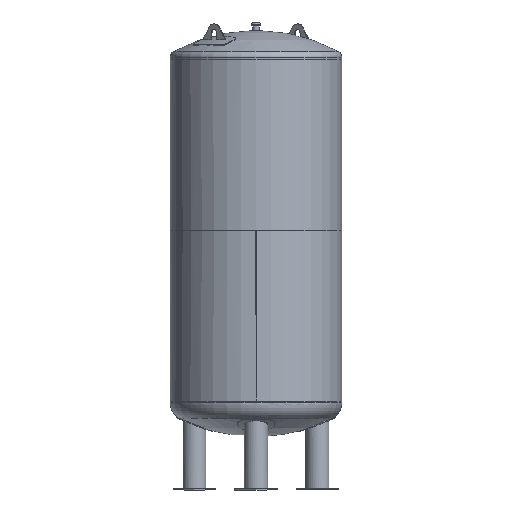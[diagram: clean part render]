
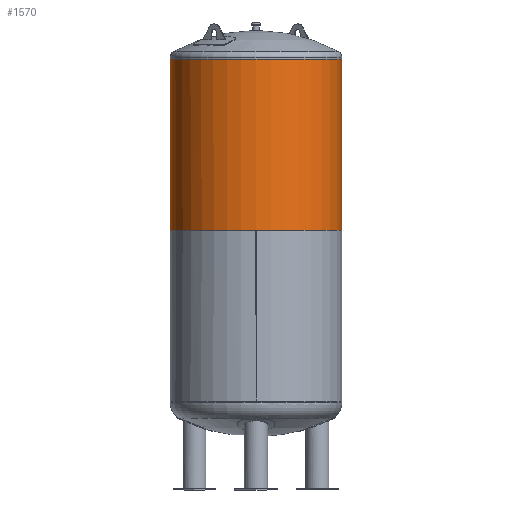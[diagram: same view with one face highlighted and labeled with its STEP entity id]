
A CAD part, front view. The second image highlights one B-rep face of the part: STEP entity #1570.
In plain terms, the highlighted cylindrical face has radius 800 mm (diameter 1600 mm), a full revolution.
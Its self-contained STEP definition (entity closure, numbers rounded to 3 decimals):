
#1073=CARTESIAN_POINT('',(-599.272,529.975,1805.));
#1074=VERTEX_POINT('',#1073);
#1075=CARTESIAN_POINT('',(-635.038,486.546,1749.));
#1076=VERTEX_POINT('',#1075);
#1077=CARTESIAN_POINT('',(-599.272,529.975,1805.));
#1078=CARTESIAN_POINT('',(-601.608,527.334,1805.));
#1079=CARTESIAN_POINT('',(-604.005,524.586,1804.663));
#1080=CARTESIAN_POINT('',(-608.737,519.088,1803.244));
#1081=CARTESIAN_POINT('',(-611.072,516.336,1802.163));
#1082=CARTESIAN_POINT('',(-615.518,511.028,1799.306));
#1083=CARTESIAN_POINT('',(-617.632,508.468,1797.527));
#1084=CARTESIAN_POINT('',(-621.52,503.709,1793.416));
#1085=CARTESIAN_POINT('',(-623.292,501.511,1791.084));
#1086=CARTESIAN_POINT('',(-626.413,497.607,1786.116));
#1087=CARTESIAN_POINT('',(-627.869,495.766,1783.311));
#1088=CARTESIAN_POINT('',(-630.427,492.511,1777.2));
#1089=CARTESIAN_POINT('',(-631.528,491.095,1773.895));
#1090=CARTESIAN_POINT('',(-633.293,488.816,1766.997));
#1091=CARTESIAN_POINT('',(-633.959,487.952,1763.399));
#1092=CARTESIAN_POINT('',(-634.831,486.816,1756.161));
#1093=CARTESIAN_POINT('',(-635.038,486.546,1752.521));
#1094=CARTESIAN_POINT('',(-635.038,486.546,1749.));
#1095=B_SPLINE_CURVE_WITH_KNOTS('',3,(#1077,#1078,#1079,#1080,#1081,#1082,#1083,#1084,#1085,#1086,#1087,#1088,#1089,#1090,#1091,#1092,#1093,#1094),.UNSPECIFIED.,.F.,.U.,(4,2,2,2,2,2,2,2,4),(-8.457,-7.399,-6.341,-5.283,-4.225,-3.169,-2.113,-1.056,0.0),.UNSPECIFIED.);
#1096=EDGE_CURVE('',#1074,#1076,#1095,.T.);
#1143=CARTESIAN_POINT('',(-529.975,599.272,1805.));
#1144=VERTEX_POINT('',#1143);
#1145=CARTESIAN_POINT('',(0.,0.,1805.));
#1146=DIRECTION('',(0.,0.,1.0));
#1147=DIRECTION('',(1.,0.,0.));
#1148=AXIS2_PLACEMENT_3D('',#1145,#1146,#1147);
#1149=CIRCLE('',#1148,800.0);
#1150=EDGE_CURVE('',#1144,#1074,#1149,.T.);
#1176=CARTESIAN_POINT('',(-635.038,486.546,1595.0));
#1177=VERTEX_POINT('',#1176);
#1186=CARTESIAN_POINT('',(-635.038,486.546,1749.));
#1187=DIRECTION('',(0.0,0.0,-1.0));
#1188=VECTOR('',#1187,154.);
#1189=LINE('',#1186,#1188);
#1190=EDGE_CURVE('',#1076,#1177,#1189,.T.);
#1215=CARTESIAN_POINT('',(-486.546,635.038,1749.));
#1216=VERTEX_POINT('',#1215);
#1217=CARTESIAN_POINT('',(-486.546,635.038,1749.0));
#1218=CARTESIAN_POINT('',(-486.546,635.038,1752.521));
#1219=CARTESIAN_POINT('',(-486.816,634.831,1756.161));
#1220=CARTESIAN_POINT('',(-487.952,633.959,1763.399));
#1221=CARTESIAN_POINT('',(-488.816,633.293,1766.997));
#1222=CARTESIAN_POINT('',(-491.095,631.528,1773.895));
#1223=CARTESIAN_POINT('',(-492.511,630.427,1777.2));
#1224=CARTESIAN_POINT('',(-495.766,627.869,1783.311));
#1225=CARTESIAN_POINT('',(-497.607,626.413,1786.116));
#1226=CARTESIAN_POINT('',(-501.511,623.292,1791.084));
#1227=CARTESIAN_POINT('',(-503.709,621.52,1793.416));
#1228=CARTESIAN_POINT('',(-508.468,617.632,1797.527));
#1229=CARTESIAN_POINT('',(-511.028,615.518,1799.306));
#1230=CARTESIAN_POINT('',(-516.336,611.072,1802.163));
#1231=CARTESIAN_POINT('',(-519.088,608.737,1803.244));
#1232=CARTESIAN_POINT('',(-524.586,604.005,1804.663));
#1233=CARTESIAN_POINT('',(-527.334,601.608,1805.));
#1234=CARTESIAN_POINT('',(-529.975,599.272,1805.));
#1235=B_SPLINE_CURVE_WITH_KNOTS('',3,(#1217,#1218,#1219,#1220,#1221,#1222,#1223,#1224,#1225,#1226,#1227,#1228,#1229,#1230,#1231,#1232,#1233,#1234),.UNSPECIFIED.,.F.,.U.,(4,2,2,2,2,2,2,2,4),(16.897,17.954,19.01,20.066,21.123,22.18,23.238,24.296,25.354),.UNSPECIFIED.);
#1236=EDGE_CURVE('',#1216,#1144,#1235,.T.);
#1337=CARTESIAN_POINT('',(-486.546,635.038,1595.0));
#1338=VERTEX_POINT('',#1337);
#1339=CARTESIAN_POINT('',(-486.546,635.038,1595.0));
#1340=DIRECTION('',(0.0,0.0,1.0));
#1341=VECTOR('',#1340,154.);
#1342=LINE('',#1339,#1341);
#1343=EDGE_CURVE('',#1338,#1216,#1342,.T.);
#1490=CARTESIAN_POINT('',(0.,0.,3190.0));
#1491=DIRECTION('',(0.,0.,-1.0));
#1492=DIRECTION('',(1.,0.,0.));
#1493=AXIS2_PLACEMENT_3D('',#1490,#1491,#1492);
#1494=CYLINDRICAL_SURFACE('',#1493,800.);
#1495=ORIENTED_EDGE('',*,*,#1343,.T.);
#1496=ORIENTED_EDGE('',*,*,#1236,.T.);
#1497=ORIENTED_EDGE('',*,*,#1150,.T.);
#1498=ORIENTED_EDGE('',*,*,#1096,.T.);
#1499=ORIENTED_EDGE('',*,*,#1190,.T.);
#1500=CARTESIAN_POINT('',(0.,-800.0,1595.0));
#1501=VERTEX_POINT('',#1500);
#1502=CARTESIAN_POINT('',(0.,0.,1595.0));
#1503=DIRECTION('',(0.,0.,-1.0));
#1504=DIRECTION('',(0.,-1.,0.));
#1505=AXIS2_PLACEMENT_3D('',#1502,#1503,#1504);
#1506=CIRCLE('',#1505,800.0);
#1507=EDGE_CURVE('',#1501,#1177,#1506,.T.);
#1508=ORIENTED_EDGE('',*,*,#1507,.F.);
#1509=CARTESIAN_POINT('',(0.01,-800.,1595.0));
#1510=VERTEX_POINT('',#1509);
#1511=CARTESIAN_POINT('',(0.,0.,1595.0));
#1512=DIRECTION('',(0.,0.,1.0));
#1513=DIRECTION('',(1.,0.,0.));
#1514=AXIS2_PLACEMENT_3D('',#1511,#1512,#1513);
#1515=CIRCLE('',#1514,800.0);
#1516=EDGE_CURVE('',#1501,#1510,#1515,.T.);
#1517=ORIENTED_EDGE('',*,*,#1516,.T.);
#1518=CARTESIAN_POINT('',(800.,-0.01,1595.0));
#1519=VERTEX_POINT('',#1518);
#1520=CARTESIAN_POINT('',(0.,0.,1595.0));
#1521=DIRECTION('',(0.,0.,-1.0));
#1522=DIRECTION('',(0.,-1.,0.));
#1523=AXIS2_PLACEMENT_3D('',#1520,#1521,#1522);
#1524=CIRCLE('',#1523,800.0);
#1525=EDGE_CURVE('',#1519,#1510,#1524,.T.);
#1526=ORIENTED_EDGE('',*,*,#1525,.F.);
#1527=CARTESIAN_POINT('',(800.,-0.01,3190.0));
#1528=VERTEX_POINT('',#1527);
#1529=CARTESIAN_POINT('',(800.,-0.01,3190.0));
#1530=DIRECTION('',(0.0,0.0,-1.0));
#1531=VECTOR('',#1530,1595.0);
#1532=LINE('',#1529,#1531);
#1533=EDGE_CURVE('',#1528,#1519,#1532,.T.);
#1534=ORIENTED_EDGE('',*,*,#1533,.F.);
#1535=CARTESIAN_POINT('',(-800.0,0.,3190.0));
#1536=VERTEX_POINT('',#1535);
#1537=CARTESIAN_POINT('',(0.,0.,3190.0));
#1538=DIRECTION('',(0.,0.,-1.0));
#1539=DIRECTION('',(1.,0.,0.));
#1540=AXIS2_PLACEMENT_3D('',#1537,#1538,#1539);
#1541=CIRCLE('',#1540,800.0);
#1542=EDGE_CURVE('',#1528,#1536,#1541,.T.);
#1543=ORIENTED_EDGE('',*,*,#1542,.T.);
#1544=CARTESIAN_POINT('',(800.,0.,3190.0));
#1545=VERTEX_POINT('',#1544);
#1546=CARTESIAN_POINT('',(0.,0.,3190.0));
#1547=DIRECTION('',(0.,0.,-1.0));
#1548=DIRECTION('',(1.,0.,0.));
#1549=AXIS2_PLACEMENT_3D('',#1546,#1547,#1548);
#1550=CIRCLE('',#1549,800.0);
#1551=EDGE_CURVE('',#1536,#1545,#1550,.T.);
#1552=ORIENTED_EDGE('',*,*,#1551,.T.);
#1553=CARTESIAN_POINT('',(800.,0.,1595.0));
#1554=VERTEX_POINT('',#1553);
#1555=CARTESIAN_POINT('',(800.,0.,3190.0));
#1556=DIRECTION('',(0.0,0.0,-1.0));
#1557=VECTOR('',#1556,1595.0);
#1558=LINE('',#1555,#1557);
#1559=EDGE_CURVE('',#1545,#1554,#1558,.T.);
#1560=ORIENTED_EDGE('',*,*,#1559,.T.);
#1561=CARTESIAN_POINT('',(0.,0.,1595.0));
#1562=DIRECTION('',(0.,0.,-1.0));
#1563=DIRECTION('',(0.,-1.,0.));
#1564=AXIS2_PLACEMENT_3D('',#1561,#1562,#1563);
#1565=CIRCLE('',#1564,800.0);
#1566=EDGE_CURVE('',#1338,#1554,#1565,.T.);
#1567=ORIENTED_EDGE('',*,*,#1566,.F.);
#1568=EDGE_LOOP('',(#1495,#1496,#1497,#1498,#1499,#1508,#1517,#1526,#1534,#1543,#1552,#1560,#1567));
#1569=FACE_OUTER_BOUND('',#1568,.T.);
#1570=ADVANCED_FACE('',(#1569),#1494,.T.);
